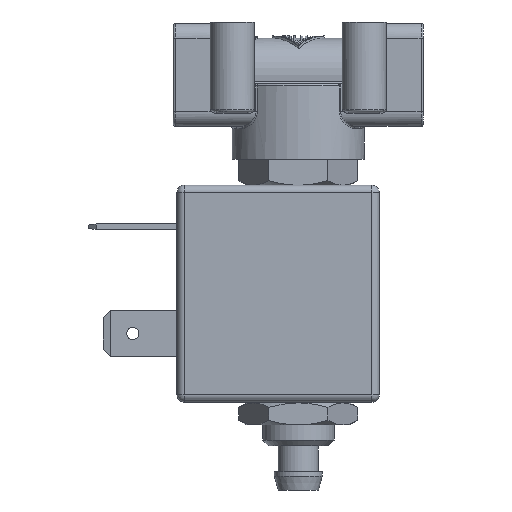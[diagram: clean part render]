
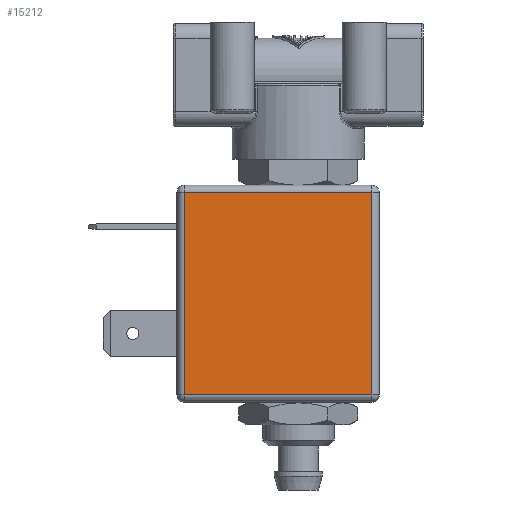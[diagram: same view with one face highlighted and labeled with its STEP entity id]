
A CAD part, front view. The second image highlights one B-rep face of the part: STEP entity #15212.
In plain terms, the highlighted planar face has unit normal (0, -1, 0).
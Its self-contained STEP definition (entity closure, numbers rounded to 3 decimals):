
#13546=DIRECTION('',(0.,0.,1.));
#13547=VECTOR('',#13546,27.5);
#13548=CARTESIAN_POINT('',(15.5,-11.,-1.5));
#13549=LINE('',#13548,#13547);
#13553=DIRECTION('',(1.,0.,0.));
#13554=VECTOR('',#13553,25.5);
#13555=CARTESIAN_POINT('',(-10.,-11.,-1.5));
#13556=LINE('',#13555,#13554);
#13560=DIRECTION('',(0.,0.,-1.));
#13561=VECTOR('',#13560,27.5);
#13562=CARTESIAN_POINT('',(-10.,-11.,26.));
#13563=LINE('',#13562,#13561);
#13567=DIRECTION('',(-1.,0.,0.));
#13568=VECTOR('',#13567,25.5);
#13569=CARTESIAN_POINT('',(15.5,-11.,26.));
#13570=LINE('',#13569,#13568);
#14672=CARTESIAN_POINT('',(15.5,-11.,-1.5));
#14673=VERTEX_POINT('',#14672);
#14674=CARTESIAN_POINT('',(15.5,-11.,26.));
#14675=VERTEX_POINT('',#14674);
#14696=CARTESIAN_POINT('',(-10.,-11.,26.));
#14697=VERTEX_POINT('',#14696);
#14698=CARTESIAN_POINT('',(-10.,-11.,-1.5));
#14699=VERTEX_POINT('',#14698);
#15200=CARTESIAN_POINT('',(0.,-11.,27.));
#15201=DIRECTION('',(0.,1.,0.));
#15202=DIRECTION('',(-1.,0.,0.));
#15203=AXIS2_PLACEMENT_3D('',#15200,#15201,#15202);
#15204=PLANE('',#15203);
#15205=ORIENTED_EDGE('',*,*,#15191,.F.);
#15206=ORIENTED_EDGE('',*,*,#14986,.F.);
#15208=ORIENTED_EDGE('',*,*,#15207,.F.);
#15209=ORIENTED_EDGE('',*,*,#15166,.F.);
#15210=EDGE_LOOP('',(#15205,#15206,#15208,#15209));
#15211=FACE_OUTER_BOUND('',#15210,.F.);
#15212=ADVANCED_FACE('',(#15211),#15204,.F.);
#14986=EDGE_CURVE('',#14699,#14673,#13556,.T.);
#15166=EDGE_CURVE('',#14675,#14697,#13570,.T.);
#15191=EDGE_CURVE('',#14673,#14675,#13549,.T.);
#15207=EDGE_CURVE('',#14697,#14699,#13563,.T.);
